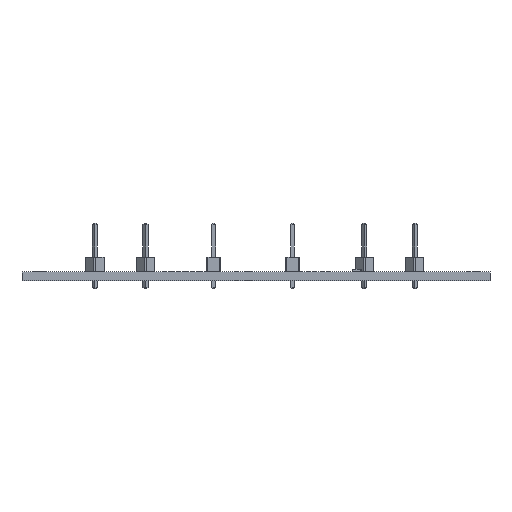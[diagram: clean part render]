
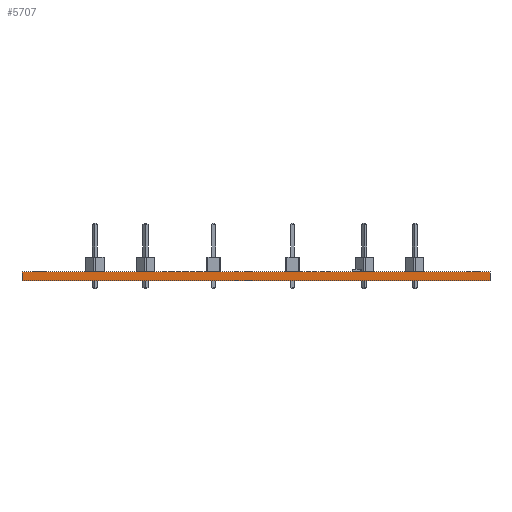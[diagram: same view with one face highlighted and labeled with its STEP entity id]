
A CAD part, front view. The second image highlights one B-rep face of the part: STEP entity #5707.
In plain terms, the highlighted planar face has unit normal (0, -1, 0).
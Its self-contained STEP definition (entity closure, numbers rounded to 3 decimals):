
#3780 = PLANE('',#3781);
#3781 = AXIS2_PLACEMENT_3D('',#3782,#3783,#3784);
#3782 = CARTESIAN_POINT('',(82.5,-92.5,1.58));
#3783 = DIRECTION('',(-0.,-0.,-1.));
#3784 = DIRECTION('',(-1.,0.,0.));
#3808 = PLANE('',#3809);
#3809 = AXIS2_PLACEMENT_3D('',#3810,#3811,#3812);
#3810 = CARTESIAN_POINT('',(124.,-137.,0.));
#3811 = DIRECTION('',(1.,0.,-0.));
#3812 = DIRECTION('',(0.,-1.,0.));
#3834 = PLANE('',#3835);
#3835 = AXIS2_PLACEMENT_3D('',#3836,#3837,#3838);
#3836 = CARTESIAN_POINT('',(82.5,-92.5,0.));
#3837 = DIRECTION('',(-0.,-0.,-1.));
#3838 = DIRECTION('',(-1.,0.,0.));
#3927 = VERTEX_POINT('',#3928);
#3928 = CARTESIAN_POINT('',(124.,-149.,1.58));
#3949 = EDGE_CURVE('',#3950,#3927,#3952,.T.);
#3950 = VERTEX_POINT('',#3951);
#3951 = CARTESIAN_POINT('',(124.,-149.,0.));
#3952 = SURFACE_CURVE('',#3953,(#3957,#3964),.PCURVE_S1.);
#3953 = LINE('',#3954,#3955);
#3954 = CARTESIAN_POINT('',(124.,-149.,0.));
#3955 = VECTOR('',#3956,1.);
#3956 = DIRECTION('',(0.,0.,1.));
#3957 = PCURVE('',#3808,#3958);
#3958 = DEFINITIONAL_REPRESENTATION('',(#3959),#3963);
#3959 = LINE('',#3960,#3961);
#3960 = CARTESIAN_POINT('',(12.,0.));
#3961 = VECTOR('',#3962,1.);
#3962 = DIRECTION('',(0.,-1.));
#3963 = ( GEOMETRIC_REPRESENTATION_CONTEXT(2) 
PARAMETRIC_REPRESENTATION_CONTEXT() REPRESENTATION_CONTEXT('2D SPACE',''
  ) );
#3964 = PCURVE('',#3965,#3970);
#3965 = PLANE('',#3966);
#3966 = AXIS2_PLACEMENT_3D('',#3967,#3968,#3969);
#3967 = CARTESIAN_POINT('',(124.,-149.,0.));
#3968 = DIRECTION('',(0.,-1.,0.));
#3969 = DIRECTION('',(-1.,0.,0.));
#3970 = DEFINITIONAL_REPRESENTATION('',(#3971),#3975);
#3971 = LINE('',#3972,#3973);
#3972 = CARTESIAN_POINT('',(0.,-0.));
#3973 = VECTOR('',#3974,1.);
#3974 = DIRECTION('',(0.,-1.));
#3975 = ( GEOMETRIC_REPRESENTATION_CONTEXT(2) 
PARAMETRIC_REPRESENTATION_CONTEXT() REPRESENTATION_CONTEXT('2D SPACE',''
  ) );
#4003 = EDGE_CURVE('',#3950,#4004,#4006,.T.);
#4004 = VERTEX_POINT('',#4005);
#4005 = CARTESIAN_POINT('',(41.,-149.,0.));
#4006 = SURFACE_CURVE('',#4007,(#4011,#4018),.PCURVE_S1.);
#4007 = LINE('',#4008,#4009);
#4008 = CARTESIAN_POINT('',(124.,-149.,0.));
#4009 = VECTOR('',#4010,1.);
#4010 = DIRECTION('',(-1.,0.,0.));
#4011 = PCURVE('',#3834,#4012);
#4012 = DEFINITIONAL_REPRESENTATION('',(#4013),#4017);
#4013 = LINE('',#4014,#4015);
#4014 = CARTESIAN_POINT('',(-41.5,-56.5));
#4015 = VECTOR('',#4016,1.);
#4016 = DIRECTION('',(1.,0.));
#4017 = ( GEOMETRIC_REPRESENTATION_CONTEXT(2) 
PARAMETRIC_REPRESENTATION_CONTEXT() REPRESENTATION_CONTEXT('2D SPACE',''
  ) );
#4018 = PCURVE('',#3965,#4019);
#4019 = DEFINITIONAL_REPRESENTATION('',(#4020),#4024);
#4020 = LINE('',#4021,#4022);
#4021 = CARTESIAN_POINT('',(0.,-0.));
#4022 = VECTOR('',#4023,1.);
#4023 = DIRECTION('',(1.,0.));
#4024 = ( GEOMETRIC_REPRESENTATION_CONTEXT(2) 
PARAMETRIC_REPRESENTATION_CONTEXT() REPRESENTATION_CONTEXT('2D SPACE',''
  ) );
#4042 = PLANE('',#4043);
#4043 = AXIS2_PLACEMENT_3D('',#4044,#4045,#4046);
#4044 = CARTESIAN_POINT('',(41.,-149.,0.));
#4045 = DIRECTION('',(-1.,0.,0.));
#4046 = DIRECTION('',(0.,1.,0.));
#4907 = EDGE_CURVE('',#3927,#4908,#4910,.T.);
#4908 = VERTEX_POINT('',#4909);
#4909 = CARTESIAN_POINT('',(41.,-149.,1.58));
#4910 = SURFACE_CURVE('',#4911,(#4915,#4922),.PCURVE_S1.);
#4911 = LINE('',#4912,#4913);
#4912 = CARTESIAN_POINT('',(124.,-149.,1.58));
#4913 = VECTOR('',#4914,1.);
#4914 = DIRECTION('',(-1.,0.,0.));
#4915 = PCURVE('',#3780,#4916);
#4916 = DEFINITIONAL_REPRESENTATION('',(#4917),#4921);
#4917 = LINE('',#4918,#4919);
#4918 = CARTESIAN_POINT('',(-41.5,-56.5));
#4919 = VECTOR('',#4920,1.);
#4920 = DIRECTION('',(1.,0.));
#4921 = ( GEOMETRIC_REPRESENTATION_CONTEXT(2) 
PARAMETRIC_REPRESENTATION_CONTEXT() REPRESENTATION_CONTEXT('2D SPACE',''
  ) );
#4922 = PCURVE('',#3965,#4923);
#4923 = DEFINITIONAL_REPRESENTATION('',(#4924),#4928);
#4924 = LINE('',#4925,#4926);
#4925 = CARTESIAN_POINT('',(0.,-1.58));
#4926 = VECTOR('',#4927,1.);
#4927 = DIRECTION('',(1.,0.));
#4928 = ( GEOMETRIC_REPRESENTATION_CONTEXT(2) 
PARAMETRIC_REPRESENTATION_CONTEXT() REPRESENTATION_CONTEXT('2D SPACE',''
  ) );
#5707 = ADVANCED_FACE('',(#5708),#3965,.T.);
#5708 = FACE_BOUND('',#5709,.T.);
#5709 = EDGE_LOOP('',(#5710,#5711,#5712,#5733));
#5710 = ORIENTED_EDGE('',*,*,#3949,.T.);
#5711 = ORIENTED_EDGE('',*,*,#4907,.T.);
#5712 = ORIENTED_EDGE('',*,*,#5713,.F.);
#5713 = EDGE_CURVE('',#4004,#4908,#5714,.T.);
#5714 = SURFACE_CURVE('',#5715,(#5719,#5726),.PCURVE_S1.);
#5715 = LINE('',#5716,#5717);
#5716 = CARTESIAN_POINT('',(41.,-149.,0.));
#5717 = VECTOR('',#5718,1.);
#5718 = DIRECTION('',(0.,0.,1.));
#5719 = PCURVE('',#3965,#5720);
#5720 = DEFINITIONAL_REPRESENTATION('',(#5721),#5725);
#5721 = LINE('',#5722,#5723);
#5722 = CARTESIAN_POINT('',(83.,0.));
#5723 = VECTOR('',#5724,1.);
#5724 = DIRECTION('',(0.,-1.));
#5725 = ( GEOMETRIC_REPRESENTATION_CONTEXT(2) 
PARAMETRIC_REPRESENTATION_CONTEXT() REPRESENTATION_CONTEXT('2D SPACE',''
  ) );
#5726 = PCURVE('',#4042,#5727);
#5727 = DEFINITIONAL_REPRESENTATION('',(#5728),#5732);
#5728 = LINE('',#5729,#5730);
#5729 = CARTESIAN_POINT('',(0.,0.));
#5730 = VECTOR('',#5731,1.);
#5731 = DIRECTION('',(0.,-1.));
#5732 = ( GEOMETRIC_REPRESENTATION_CONTEXT(2) 
PARAMETRIC_REPRESENTATION_CONTEXT() REPRESENTATION_CONTEXT('2D SPACE',''
  ) );
#5733 = ORIENTED_EDGE('',*,*,#4003,.F.);
